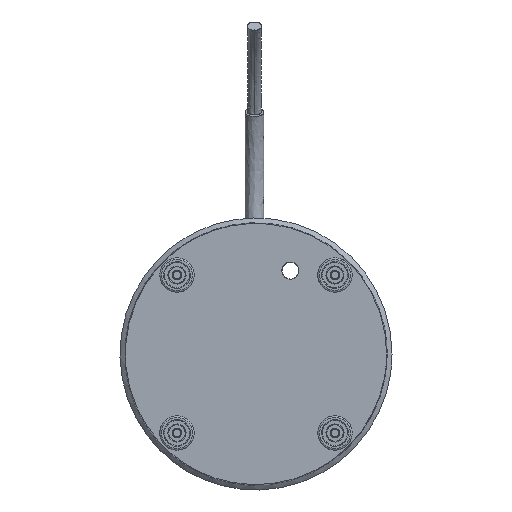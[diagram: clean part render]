
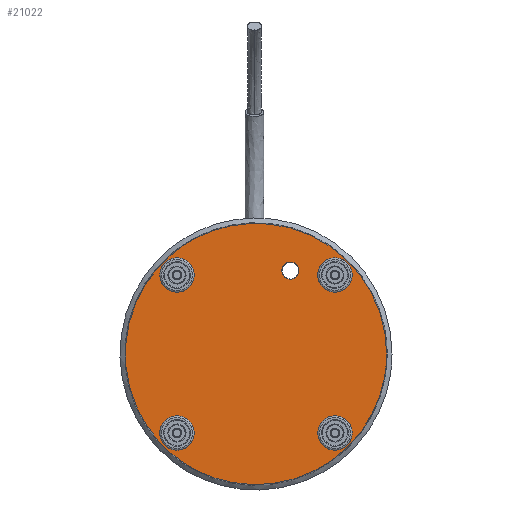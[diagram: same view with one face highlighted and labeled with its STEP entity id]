
A CAD part, front view. The second image highlights one B-rep face of the part: STEP entity #21022.
In plain terms, the highlighted free-form (B-spline) face has degree [1, 1] with [2, 2] control points.
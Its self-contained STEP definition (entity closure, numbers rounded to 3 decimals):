
#20975=CARTESIAN_POINT('F90',(83.599,-10.196,
   -83.599));
#20976=CARTESIAN_POINT('F90',(83.599,-10.196,
   83.599));
#20977=CARTESIAN_POINT('F90',(-83.599,
   -10.196,-83.599));
#20978=CARTESIAN_POINT('F90',(-83.599,
   -10.196,83.599));
#20979=QUASI_UNIFORM_SURFACE('F90',1,1,((#20975,#20977),(#20976,
   #20978)),.PLANE_SURF.,.F.,.F.,.U.);
#20980=CARTESIAN_POINT('V134',(75.999,
   -10.196,0.0));
#20981=VERTEX_POINT('V134',#20980);
#20982=CARTESIAN_POINT('E199',(75.999,
   -10.196,0.0));
#20983=CARTESIAN_POINT('E199',(75.999,
   -10.196,131.635));
#20984=CARTESIAN_POINT('E199',(-38.,
   -10.196,65.817));
#20985=CARTESIAN_POINT('E199',(-151.999,
   -10.196,0.));
#20986=CARTESIAN_POINT('E199',(-38.,
   -10.196,-65.817));
#20987=CARTESIAN_POINT('E199',(75.999,
   -10.196,-131.635));
#20988=CARTESIAN_POINT('E199',(75.999,
   -10.196,0.0));
#20996=(BOUNDED_CURVE()B_SPLINE_CURVE(2,(#20982,#20983,#20984,
   #20985,#20986,#20987,#20988),.CIRCULAR_ARC.,.T.,.U.)
   B_SPLINE_CURVE_WITH_KNOTS((3,2,2,3),(0.0,0.333,
   0.667,1.0),.UNSPECIFIED.)CURVE()
   GEOMETRIC_REPRESENTATION_ITEM()RATIONAL_B_SPLINE_CURVE((1.0,
   0.5,1.0,0.5,1.0,0.5,1.0)
   )REPRESENTATION_ITEM('E199'));
#20997=EDGE_CURVE('E199',#20981,#20981,#20996,.T.);
#20998=ORIENTED_EDGE('E199',*,*,#20997,.F.);
#20999=EDGE_LOOP('F90',(#20998));
#21000=FACE_OUTER_BOUND('F90',#20999,.F.);
#21001=CARTESIAN_POINT('V160',(25.,
   -10.195,48.5));
#21002=VERTEX_POINT('V160',#21001);
#21003=CARTESIAN_POINT('E240',(25.,
   -10.195,48.5));
#21004=CARTESIAN_POINT('E240',(25.0,-10.195,
   39.84));
#21005=CARTESIAN_POINT('E240',(17.5,
   -10.195,44.17));
#21006=CARTESIAN_POINT('E240',(10.,
   -10.195,48.5));
#21007=CARTESIAN_POINT('E240',(17.5,
   -10.195,52.83));
#21008=CARTESIAN_POINT('E240',(25.,
   -10.195,57.16));
#21009=CARTESIAN_POINT('E240',(25.,
   -10.195,48.5));
#21017=(BOUNDED_CURVE()B_SPLINE_CURVE(2,(#21003,#21004,#21005,
   #21006,#21007,#21008,#21009),.CIRCULAR_ARC.,.T.,.U.)
   B_SPLINE_CURVE_WITH_KNOTS((3,2,2,3),(0.0,0.333,
   0.667,1.0),.UNSPECIFIED.)CURVE()
   GEOMETRIC_REPRESENTATION_ITEM()RATIONAL_B_SPLINE_CURVE((1.0,
   0.5,1.0,0.5,1.0,0.5,1.0)
   )REPRESENTATION_ITEM('E240'));
#21018=EDGE_CURVE('E240',#21002,#21002,#21017,.T.);
#21019=ORIENTED_EDGE('E240',*,*,#21018,.F.);
#21020=EDGE_LOOP('F90',(#21019));
#21021=FACE_BOUND('F90',#21020,.F.);
#21022=ADVANCED_FACE('F90',(#21000,#21021),#20979,.T.);
